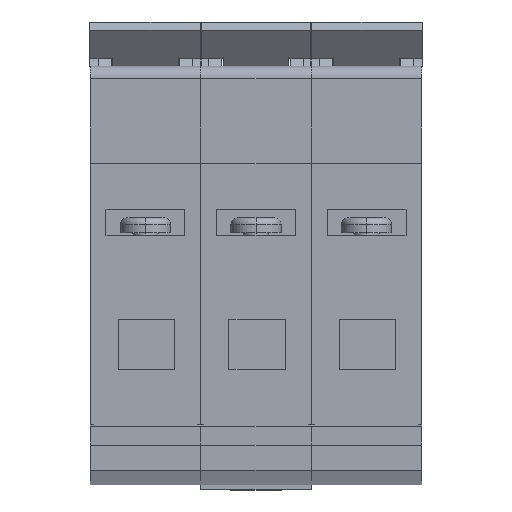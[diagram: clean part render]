
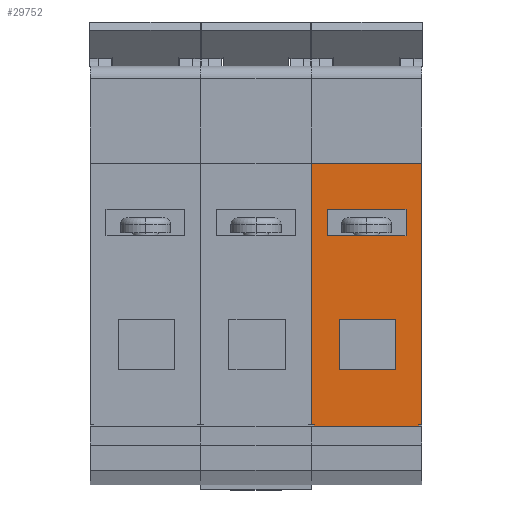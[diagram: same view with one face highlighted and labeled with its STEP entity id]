
A CAD part, top view. The second image highlights one B-rep face of the part: STEP entity #29752.
In plain terms, the highlighted planar face has unit normal (0, 0, 1).
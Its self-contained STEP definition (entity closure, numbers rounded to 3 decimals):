
#6969 = DIRECTION ( 'NONE',  ( 1., 0., 0. ) ) ;
#6970 = VECTOR ( 'NONE', #6969, 1000. ) ;
#6971 = CARTESIAN_POINT ( 'NONE',  ( 4.5, 12., 0. ) ) ;
#6972 = LINE ( 'NONE', #6971, #6970 ) ;
#6973 = VECTOR ( 'NONE', #6975, 1000. ) ;
#6975 = DIRECTION ( 'NONE',  ( 1., 0., 0. ) ) ;
#7000 = FACE_BOUND ( 'NONE', #29857, .T. ) ;
#7001 = FACE_BOUND ( 'NONE', #29753, .T. ) ;
#7002 = DIRECTION ( 'NONE',  ( 0., -1., 0. ) ) ;
#7003 = VECTOR ( 'NONE', #7002, 1000. ) ;
#7004 = CARTESIAN_POINT ( 'NONE',  ( 17.633, 3., 0. ) ) ;
#7005 = LINE ( 'NONE', #7004, #7003 ) ;
#7007 = CARTESIAN_POINT ( 'NONE',  ( 17.633, 45., 0. ) ) ;
#7043 = DIRECTION ( 'NONE',  ( -1., 0., 0. ) ) ;
#7044 = DIRECTION ( 'NONE',  ( 0., 0., -1. ) ) ;
#7045 = CARTESIAN_POINT ( 'NONE',  ( 17.633, 3., 0. ) ) ;
#7046 = AXIS2_PLACEMENT_3D ( 'NONE', #7045, #7044, #7043 ) ;
#7048 = PLANE ( 'NONE',  #7046 ) ;
#7063 = FACE_OUTER_BOUND ( 'NONE', #29770, .T. ) ;
#7112 = CARTESIAN_POINT ( 'NONE',  ( 17.133, 3.25, 0. ) ) ;
#7113 = DIRECTION ( 'NONE',  ( -1., 0., 0. ) ) ;
#7114 = VECTOR ( 'NONE', #7113, 1000. ) ;
#7115 = CARTESIAN_POINT ( 'NONE',  ( 17.633, 3.25, 0. ) ) ;
#7116 = LINE ( 'NONE', #7115, #7114 ) ;
#7117 = DIRECTION ( 'NONE',  ( 0., 1., 0. ) ) ;
#7118 = VECTOR ( 'NONE', #7117, 1000. ) ;
#7119 = CARTESIAN_POINT ( 'NONE',  ( 13.5, 20., 0. ) ) ;
#7120 = LINE ( 'NONE', #7119, #7118 ) ;
#7189 = DIRECTION ( 'NONE',  ( -1., 0., 0. ) ) ;
#7190 = VECTOR ( 'NONE', #7189, 1000. ) ;
#7191 = CARTESIAN_POINT ( 'NONE',  ( 4.5, 20., 0. ) ) ;
#7192 = LINE ( 'NONE', #7191, #7190 ) ;
#7200 = CARTESIAN_POINT ( 'NONE',  ( 0., 45., 0. ) ) ;
#7201 = DIRECTION ( 'NONE',  ( -1., 0., 0. ) ) ;
#7202 = VECTOR ( 'NONE', #7201, 1000. ) ;
#7203 = CARTESIAN_POINT ( 'NONE',  ( 17.633, 45., 0. ) ) ;
#7204 = LINE ( 'NONE', #7203, #7202 ) ;
#7220 = CARTESIAN_POINT ( 'NONE',  ( 15.117, 37.61, 0. ) ) ;
#7221 = LINE ( 'NONE', #7220, #6973 ) ;
#7224 = CARTESIAN_POINT ( 'NONE',  ( 17.633, 3.25, 0. ) ) ;
#7250 = CARTESIAN_POINT ( 'NONE',  ( 13.5, 20., 0. ) ) ;
#7251 = DIRECTION ( 'NONE',  ( 0., 1., 0. ) ) ;
#7252 = VECTOR ( 'NONE', #7251, 1000. ) ;
#7253 = CARTESIAN_POINT ( 'NONE',  ( 2.517, 37.61, 0. ) ) ;
#7254 = LINE ( 'NONE', #7253, #7252 ) ;
#7274 = CARTESIAN_POINT ( 'NONE',  ( 4.5, 20., 0. ) ) ;
#7275 = DIRECTION ( 'NONE',  ( 0., -1., 0. ) ) ;
#7276 = VECTOR ( 'NONE', #7275, 1000. ) ;
#7277 = CARTESIAN_POINT ( 'NONE',  ( 4.5, 20., 0. ) ) ;
#7278 = LINE ( 'NONE', #7277, #7276 ) ;
#7279 = CARTESIAN_POINT ( 'NONE',  ( 13.5, 12., 0. ) ) ;
#7280 = CARTESIAN_POINT ( 'NONE',  ( 4.5, 12., 0. ) ) ;
#7299 = CARTESIAN_POINT ( 'NONE',  ( 2.517, 33.36, 0. ) ) ;
#7300 = DIRECTION ( 'NONE',  ( -1., 0., 0. ) ) ;
#7301 = VECTOR ( 'NONE', #7300, 1000. ) ;
#7302 = CARTESIAN_POINT ( 'NONE',  ( 15.117, 33.36, 0. ) ) ;
#7303 = LINE ( 'NONE', #7302, #7301 ) ;
#7304 = CARTESIAN_POINT ( 'NONE',  ( 15.117, 33.36, 0. ) ) ;
#7305 = CARTESIAN_POINT ( 'NONE',  ( 15.117, 37.61, 0. ) ) ;
#7306 = DIRECTION ( 'NONE',  ( 0., -1., 0. ) ) ;
#7307 = VECTOR ( 'NONE', #7306, 1000. ) ;
#7308 = CARTESIAN_POINT ( 'NONE',  ( 15.117, 37.61, 0. ) ) ;
#7309 = LINE ( 'NONE', #7308, #7307 ) ;
#7310 = CARTESIAN_POINT ( 'NONE',  ( 2.517, 37.61, 0. ) ) ;
#7349 = CARTESIAN_POINT ( 'NONE',  ( 0., 3.25, 0. ) ) ;
#7411 = CARTESIAN_POINT ( 'NONE',  ( 0.5, 3., 0. ) ) ;
#7466 = DIRECTION ( 'NONE',  ( 1., 0., 0. ) ) ;
#7467 = VECTOR ( 'NONE', #7466, 1000. ) ;
#7468 = CARTESIAN_POINT ( 'NONE',  ( 17.633, 3.25, 0. ) ) ;
#7469 = LINE ( 'NONE', #7468, #7467 ) ;
#7555 = CARTESIAN_POINT ( 'NONE',  ( 17.133, 3., 0. ) ) ;
#7596 = DIRECTION ( 'NONE',  ( 0., -1., 0. ) ) ;
#7598 = VECTOR ( 'NONE', #7596, 1000. ) ;
#7600 = CARTESIAN_POINT ( 'NONE',  ( 0.5, 3., 0. ) ) ;
#7602 = LINE ( 'NONE', #7600, #7598 ) ;
#7672 = DIRECTION ( 'NONE',  ( 0., -1., 0. ) ) ;
#7673 = VECTOR ( 'NONE', #7672, 1000. ) ;
#7675 = CARTESIAN_POINT ( 'NONE',  ( 0., 3., 0. ) ) ;
#7677 = LINE ( 'NONE', #7675, #7673 ) ;
#7723 = CARTESIAN_POINT ( 'NONE',  ( 0.5, 3.25, 0. ) ) ;
#7781 = DIRECTION ( 'NONE',  ( 0., 1., 0. ) ) ;
#7783 = VECTOR ( 'NONE', #7781, 1000. ) ;
#7785 = CARTESIAN_POINT ( 'NONE',  ( 17.133, 3., 0. ) ) ;
#7787 = LINE ( 'NONE', #7785, #7783 ) ;
#7878 = DIRECTION ( 'NONE',  ( -1., 0., 0. ) ) ;
#7879 = VECTOR ( 'NONE', #7878, 1000. ) ;
#7881 = CARTESIAN_POINT ( 'NONE',  ( 17.633, 3., 0. ) ) ;
#7883 = LINE ( 'NONE', #7881, #7879 ) ;
#29749 = VERTEX_POINT ( 'NONE', #7007 ) ;
#29751 = EDGE_CURVE ( 'NONE', #29749, #29832, #7005, .T. ) ;
#29752 = ADVANCED_FACE ( 'NONE', ( #7001, #7000, #7063 ), #7048, .F. ) ;
#29753 = EDGE_LOOP ( 'NONE', ( #29858, #29862, #29853, #29856 ) ) ;
#29768 = ORIENTED_EDGE ( 'NONE', *, *, #29769, .F. ) ;
#29769 = EDGE_CURVE ( 'NONE', #29840, #29817, #7120, .T. ) ;
#29770 = EDGE_LOOP ( 'NONE', ( #29771, #29803, #29805, #29810, #29897, #29990, #30006, #29997 ) ) ;
#29771 = ORIENTED_EDGE ( 'NONE', *, *, #29772, .F. ) ;
#29772 = EDGE_CURVE ( 'NONE', #29832, #29773, #7116, .T. ) ;
#29773 = VERTEX_POINT ( 'NONE', #7112 ) ;
#29803 = ORIENTED_EDGE ( 'NONE', *, *, #29751, .F. ) ;
#29805 = ORIENTED_EDGE ( 'NONE', *, *, #29808, .T. ) ;
#29808 = EDGE_CURVE ( 'NONE', #29749, #29809, #7204, .T. ) ;
#29809 = VERTEX_POINT ( 'NONE', #7200 ) ;
#29810 = ORIENTED_EDGE ( 'NONE', *, *, #29976, .T. ) ;
#29815 = ORIENTED_EDGE ( 'NONE', *, *, #29816, .F. ) ;
#29816 = EDGE_CURVE ( 'NONE', #29817, #29843, #7192, .T. ) ;
#29817 = VERTEX_POINT ( 'NONE', #7250 ) ;
#29832 = VERTEX_POINT ( 'NONE', #7224 ) ;
#29836 = EDGE_CURVE ( 'NONE', #29855, #29860, #7221, .T. ) ;
#29837 = ORIENTED_EDGE ( 'NONE', *, *, #29838, .F. ) ;
#29838 = EDGE_CURVE ( 'NONE', #29839, #29840, #6972, .T. ) ;
#29839 = VERTEX_POINT ( 'NONE', #7280 ) ;
#29840 = VERTEX_POINT ( 'NONE', #7279 ) ;
#29841 = ORIENTED_EDGE ( 'NONE', *, *, #29842, .F. ) ;
#29842 = EDGE_CURVE ( 'NONE', #29843, #29839, #7278, .T. ) ;
#29843 = VERTEX_POINT ( 'NONE', #7274 ) ;
#29853 = ORIENTED_EDGE ( 'NONE', *, *, #29854, .T. ) ;
#29854 = EDGE_CURVE ( 'NONE', #29864, #29855, #7254, .T. ) ;
#29855 = VERTEX_POINT ( 'NONE', #7310 ) ;
#29856 = ORIENTED_EDGE ( 'NONE', *, *, #29836, .T. ) ;
#29857 = EDGE_LOOP ( 'NONE', ( #29837, #29841, #29815, #29768 ) ) ;
#29858 = ORIENTED_EDGE ( 'NONE', *, *, #29859, .T. ) ;
#29859 = EDGE_CURVE ( 'NONE', #29860, #29861, #7309, .T. ) ;
#29860 = VERTEX_POINT ( 'NONE', #7305 ) ;
#29861 = VERTEX_POINT ( 'NONE', #7304 ) ;
#29862 = ORIENTED_EDGE ( 'NONE', *, *, #29863, .T. ) ;
#29863 = EDGE_CURVE ( 'NONE', #29861, #29864, #7303, .T. ) ;
#29864 = VERTEX_POINT ( 'NONE', #7299 ) ;
#29896 = VERTEX_POINT ( 'NONE', #7349 ) ;
#29897 = ORIENTED_EDGE ( 'NONE', *, *, #29943, .T. ) ;
#29919 = VERTEX_POINT ( 'NONE', #7411 ) ;
#29943 = EDGE_CURVE ( 'NONE', #29896, #29989, #7469, .T. ) ;
#29944 = VERTEX_POINT ( 'NONE', #7555 ) ;
#29960 = EDGE_CURVE ( 'NONE', #29989, #29919, #7602, .T. ) ;
#29976 = EDGE_CURVE ( 'NONE', #29809, #29896, #7677, .T. ) ;
#29989 = VERTEX_POINT ( 'NONE', #7723 ) ;
#29990 = ORIENTED_EDGE ( 'NONE', *, *, #29960, .T. ) ;
#29997 = ORIENTED_EDGE ( 'NONE', *, *, #29999, .T. ) ;
#29999 = EDGE_CURVE ( 'NONE', #29944, #29773, #7787, .T. ) ;
#30006 = ORIENTED_EDGE ( 'NONE', *, *, #30007, .F. ) ;
#30007 = EDGE_CURVE ( 'NONE', #29944, #29919, #7883, .T. ) ;
